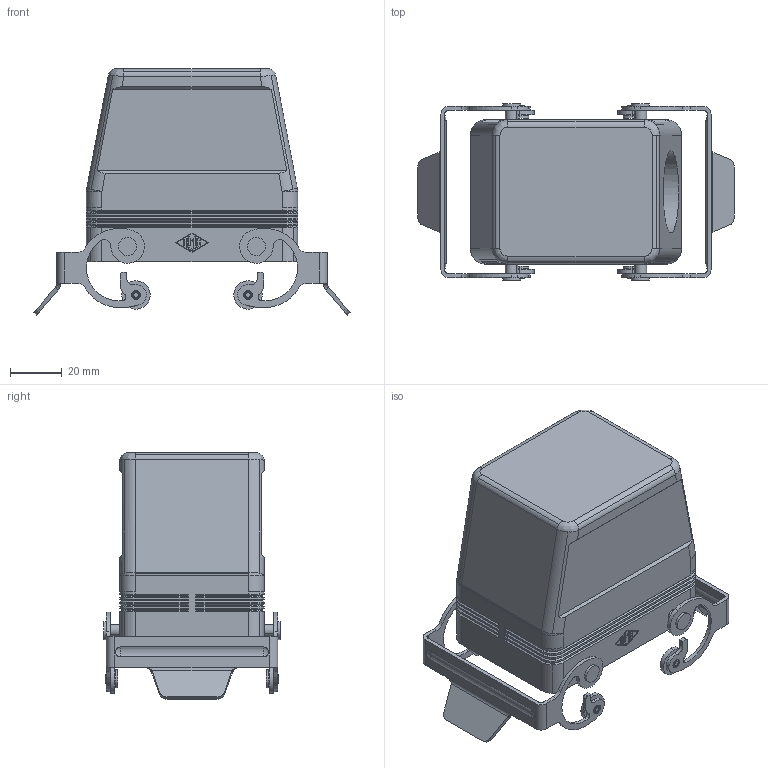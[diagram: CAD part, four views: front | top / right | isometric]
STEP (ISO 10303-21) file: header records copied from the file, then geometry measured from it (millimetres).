
FILE_DESCRIPTION(('Creo Elements/Direct Modeling STEP Export'),'2;1');
FILE_NAME('0ln7uvk527525ph8652','2020-04-14T10:08:46',(''),(''),'Creo Elements/Direct Modeling STEP processor for AP214 (Solid Model)','Creo Elements/Direct Modeling 20.1B 02-Apr-2019 (C) Parametric Technology GmbH','');
FILE_SCHEMA(('AUTOMOTIVE_DESIGN { 1 0 10303 214 1 1 1 1 }'));
Length unit declared in the file: millimetre
Products named in the file (1): MFOX 50 X32
Bounding box: 122.79 x 68.5 x 95.65 mm (x, y, z)
Volume: 80925.8 mm3; surface area: 56270 mm2
Topology: 1 solids, 5 shells, 701 faces, 1698 edges, 1058 vertices
Faces by surface type: cylinder 321, plane 296, cone 64, sphere 12, bspline 8
Entity records: 22385 total; most frequent: CARTESIAN_POINT 5026, DIRECTION 3511, ORIENTED_EDGE 3380, EDGE_CURVE 1690, AXIS2_PLACEMENT_3D 1288, VERTEX_POINT 1058, VECTOR 935, LINE 935
